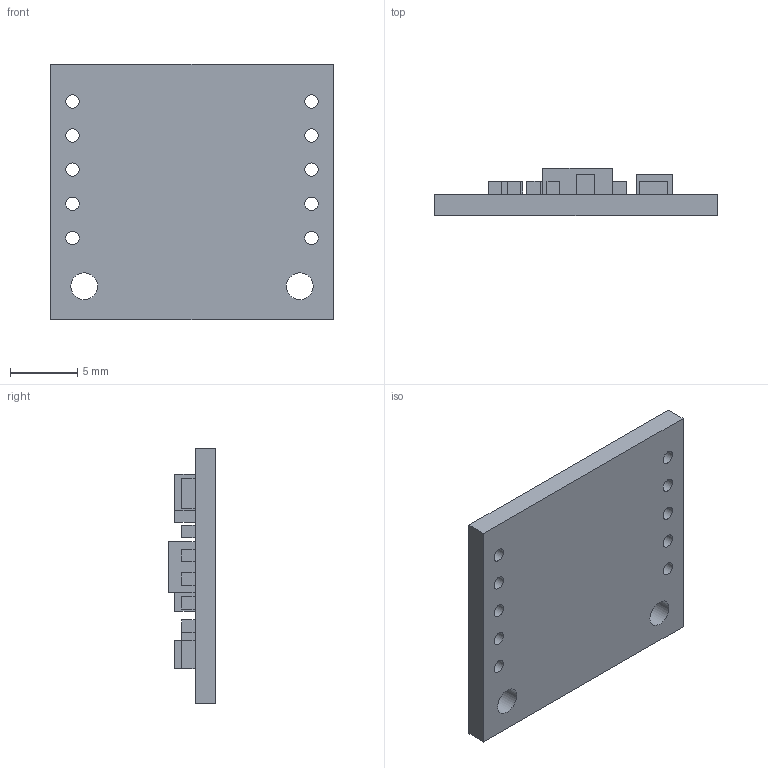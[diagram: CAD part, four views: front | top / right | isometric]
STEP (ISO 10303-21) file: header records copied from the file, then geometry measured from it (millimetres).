
FILE_DESCRIPTION(/* description */ (''),/* implementation_level */ '2;1');
FILE_NAME(/* name */ 'bno055.stp',/* time_stamp */ '2025-02-17T20:51:39+07:00',/* author */ ('nugro'),/* organization */ (''),/* preprocessor_version */ 'ST-DEVELOPER v20',/* originating_system */ 'Autodesk Inventor 2025',/* authorisation */ '');
FILE_SCHEMA (('AUTOMOTIVE_DESIGN { 1 0 10303 214 3 1 1 }'));
Length unit declared in the file: millimetre
Products named in the file (1): bno055
Bounding box: 21 x 3.54 x 19 mm (x, y, z)
Volume: 697.1 mm3; surface area: 1158.2 mm2
Topology: 1 solids, 1 shells, 128 faces, 462 edges, 497 vertices
Faces by surface type: plane 116, cylinder 12
Full cylindrical faces by diameter (mm): 1 x10, 2 x2
Entity records: 4357 total; most frequent: CARTESIAN_POINT 938, ORIENTED_EDGE 624, DIRECTION 618, EDGE_CURVE 312, LINE 288, VECTOR 288, VERTEX_POINT 208, EDGE_LOOP 174
